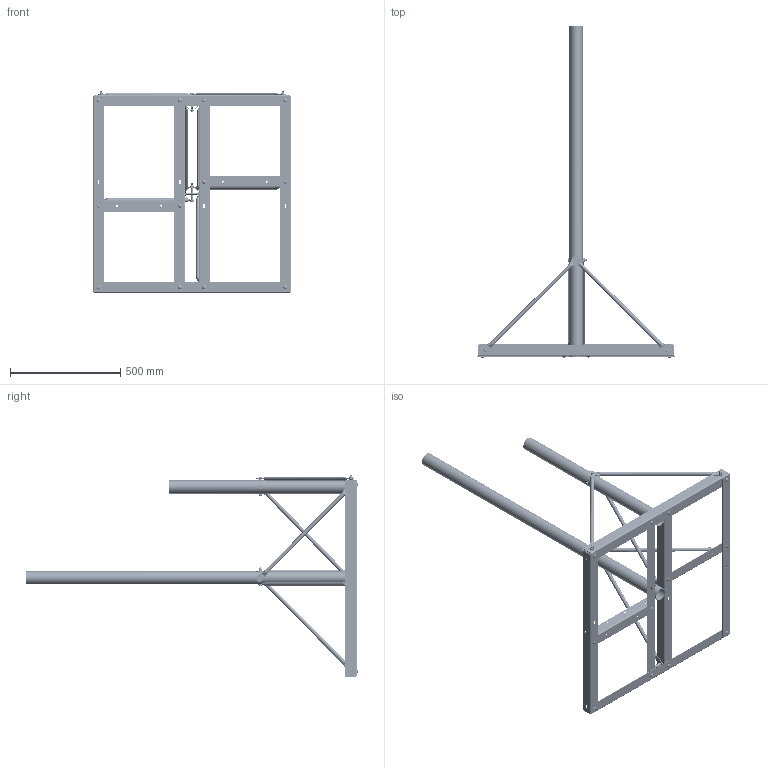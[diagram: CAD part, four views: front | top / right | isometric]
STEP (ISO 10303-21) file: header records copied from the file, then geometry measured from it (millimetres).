
FILE_DESCRIPTION (( 'STEP AP214' ), '1' );
FILE_NAME ('FMFRM2_3D.step', '2023-01-20T18:29:01', ( '' ), ( '' ), 'SwSTEP 2.0', 'SolidWorks 2022', '' );
FILE_SCHEMA (( 'AUTOMOTIVE_DESIGN' ));
Length unit declared in the file: inch
Products named in the file (12): 5_16-18 Nylon Nut^FMFRM2; Mast Pole^FMFRM2; Mounting Base Long^FMFRM2; 5_16-18x3_4 Round FH Square Screw^FMFRM2; Supporting Rod^FMFRM2_595mm; 5_16-18x3-1_8in HH Cap Screw^FMFRM2; Mast Pole^FMFRM2_850mm; Mounting Base Short^FMFRM2; 5_16-18 Washer^FMFRM2; Bushing^FMFRM2; Supporting Rod^FMFRM2; FMFRM2_3D
Assembly tree (94 placements, depth 2):
  FMFRM2_3D
    Mast Pole^FMFRM2
    Mast Pole^FMFRM2_850mm
    Mounting Base Long^FMFRM2  x6
    Mounting Base Short^FMFRM2  x2
    Supporting Rod^FMFRM2  x6
    5_16-18x3_4 Round FH Square Screw^FMFRM2  x16
    5_16-18 Washer^FMFRM2  x30
    5_16-18 Nylon Nut^FMFRM2  x23
    5_16-18x3-1_8in HH Cap Screw^FMFRM2  x7
    Bushing^FMFRM2
    Supporting Rod^FMFRM2_595mm
Bounding box: 897.5 x 1504.47 x 914.55 mm (x, y, z)
Volume: 3061161 mm3; surface area: 2400304.8 mm2
Topology: 117 solids, 117 shells, 3629 faces, 9150 edges, 5882 vertices
Faces by surface type: cylinder 1402, plane 1009, cone 502, bspline 386, torus 234, sphere 96
Entity records: 23155 total; most frequent: CARTESIAN_POINT 12107, ORIENTED_EDGE 2220, DIRECTION 2036, EDGE_CURVE 1110, AXIS2_PLACEMENT_3D 748, VERTEX_POINT 723, VECTOR 540, LINE 540
